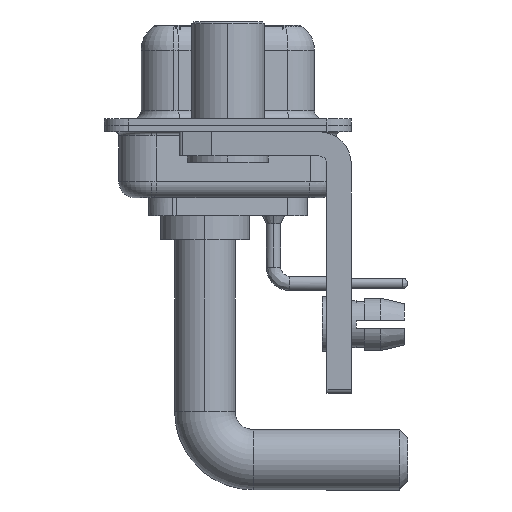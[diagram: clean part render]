
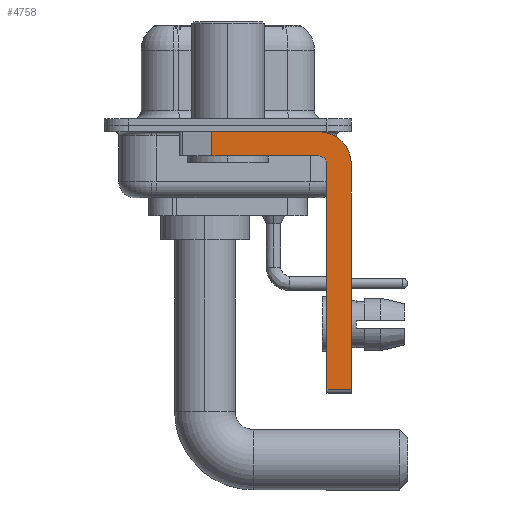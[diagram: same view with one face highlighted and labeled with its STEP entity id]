
A CAD part, left-side view. The second image highlights one B-rep face of the part: STEP entity #4758.
In plain terms, the highlighted planar face has unit normal (-1, 0, 0).
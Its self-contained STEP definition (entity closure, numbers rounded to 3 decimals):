
#291 = DIRECTION ( 'NONE',  ( 0., 0., -1. ) ) ;
#870 = ORIENTED_EDGE ( 'NONE', *, *, #7058, .T. ) ;
#876 = EDGE_CURVE ( 'NONE', #22699, #18043, #22845, .T. ) ;
#1178 = VECTOR ( 'NONE', #7198, 1000. ) ;
#1277 = CARTESIAN_POINT ( 'NONE',  ( -2.9, 3., -0.4 ) ) ;
#1337 = EDGE_CURVE ( 'NONE', #14820, #4543, #17274, .T. ) ;
#1622 = VECTOR ( 'NONE', #19725, 1000. ) ;
#3001 = ORIENTED_EDGE ( 'NONE', *, *, #1337, .F. ) ;
#3079 = LINE ( 'NONE', #22248, #24357 ) ;
#4445 = AXIS2_PLACEMENT_3D ( 'NONE', #19056, #7454, #291 ) ;
#4496 = LINE ( 'NONE', #13879, #6546 ) ;
#4543 = VERTEX_POINT ( 'NONE', #23015 ) ;
#4731 = VERTEX_POINT ( 'NONE', #18084 ) ;
#4758 = ADVANCED_FACE ( 'NONE', ( #14092 ), #6848, .F. ) ;
#5153 = LINE ( 'NONE', #1277, #16809 ) ;
#5784 = CARTESIAN_POINT ( 'NONE',  ( -2.9, -6.15, -16.6 ) ) ;
#5990 = VECTOR ( 'NONE', #22683, 1000. ) ;
#6300 = AXIS2_PLACEMENT_3D ( 'NONE', #20100, #19735, #10346 ) ;
#6546 = VECTOR ( 'NONE', #12126, 1000. ) ;
#6657 = CARTESIAN_POINT ( 'NONE',  ( -2.9, -5.65, -2.4 ) ) ;
#6848 = PLANE ( 'NONE',  #6300 ) ;
#7058 = EDGE_CURVE ( 'NONE', #21443, #7601, #18435, .T. ) ;
#7198 = DIRECTION ( 'NONE',  ( 0., 0., -1. ) ) ;
#7422 = CARTESIAN_POINT ( 'NONE',  ( -2.9, 0.978, -1.9 ) ) ;
#7454 = DIRECTION ( 'NONE',  ( 1., 0., 0. ) ) ;
#7601 = VERTEX_POINT ( 'NONE', #7422 ) ;
#8491 = EDGE_CURVE ( 'NONE', #4731, #7601, #3079, .T. ) ;
#8824 = CARTESIAN_POINT ( 'NONE',  ( -2.9, 0.978, -1.9 ) ) ;
#10346 = DIRECTION ( 'NONE',  ( 0., 0., -1. ) ) ;
#12092 = CARTESIAN_POINT ( 'NONE',  ( -2.9, -7.65, -2.4 ) ) ;
#12126 = DIRECTION ( 'NONE',  ( 0., -1., 0. ) ) ;
#12358 = DIRECTION ( 'NONE',  ( 0., 1., 0. ) ) ;
#12399 = DIRECTION ( 'NONE',  ( 0., 0., 1. ) ) ;
#12496 = CARTESIAN_POINT ( 'NONE',  ( -2.9, -5.65, -0.4 ) ) ;
#12544 = DIRECTION ( 'NONE',  ( 0., -1., 0. ) ) ;
#13879 = CARTESIAN_POINT ( 'NONE',  ( -2.9, -5.65, -16.35 ) ) ;
#14092 = FACE_OUTER_BOUND ( 'NONE', #23698, .T. ) ;
#14534 = AXIS2_PLACEMENT_3D ( 'NONE', #6657, #15892, #12399 ) ;
#14820 = VERTEX_POINT ( 'NONE', #20548 ) ;
#15155 = VERTEX_POINT ( 'NONE', #15496 ) ;
#15496 = CARTESIAN_POINT ( 'NONE',  ( -2.9, -7.65, -16.35 ) ) ;
#15836 = CARTESIAN_POINT ( 'NONE',  ( -2.9, 0.978, -0.4 ) ) ;
#15892 = DIRECTION ( 'NONE',  ( -1., 0., 0. ) ) ;
#16809 = VECTOR ( 'NONE', #12544, 1000. ) ;
#17274 = LINE ( 'NONE', #5784, #5990 ) ;
#17298 = EDGE_CURVE ( 'NONE', #18043, #15155, #21625, .T. ) ;
#17353 = CIRCLE ( 'NONE', #14534, 0.5 ) ;
#18043 = VERTEX_POINT ( 'NONE', #18252 ) ;
#18084 = CARTESIAN_POINT ( 'NONE',  ( -2.9, -5.65, -1.9 ) ) ;
#18252 = CARTESIAN_POINT ( 'NONE',  ( -2.9, -7.65, -2.4 ) ) ;
#18427 = ORIENTED_EDGE ( 'NONE', *, *, #876, .F. ) ;
#18435 = LINE ( 'NONE', #8824, #1178 ) ;
#19029 = EDGE_CURVE ( 'NONE', #21443, #22699, #5153, .T. ) ;
#19054 = ORIENTED_EDGE ( 'NONE', *, *, #19029, .F. ) ;
#19056 = CARTESIAN_POINT ( 'NONE',  ( -2.9, -5.65, -2.4 ) ) ;
#19070 = ORIENTED_EDGE ( 'NONE', *, *, #17298, .F. ) ;
#19725 = DIRECTION ( 'NONE',  ( 0., 0., -1. ) ) ;
#19735 = DIRECTION ( 'NONE',  ( 1., 0., 0. ) ) ;
#20100 = CARTESIAN_POINT ( 'NONE',  ( -2.9, -5.65, -2.4 ) ) ;
#20548 = CARTESIAN_POINT ( 'NONE',  ( -2.9, -6.15, -16.35 ) ) ;
#21010 = EDGE_CURVE ( 'NONE', #14820, #15155, #4496, .T. ) ;
#21314 = ORIENTED_EDGE ( 'NONE', *, *, #21010, .T. ) ;
#21443 = VERTEX_POINT ( 'NONE', #15836 ) ;
#21625 = LINE ( 'NONE', #12092, #1622 ) ;
#21912 = ORIENTED_EDGE ( 'NONE', *, *, #8491, .F. ) ;
#21934 = ORIENTED_EDGE ( 'NONE', *, *, #21979, .F. ) ;
#21979 = EDGE_CURVE ( 'NONE', #4543, #4731, #17353, .T. ) ;
#22248 = CARTESIAN_POINT ( 'NONE',  ( -2.9, -5.65, -1.9 ) ) ;
#22683 = DIRECTION ( 'NONE',  ( 0., 0., 1. ) ) ;
#22699 = VERTEX_POINT ( 'NONE', #12496 ) ;
#22845 = CIRCLE ( 'NONE', #4445, 2. ) ;
#23015 = CARTESIAN_POINT ( 'NONE',  ( -2.9, -6.15, -2.4 ) ) ;
#23698 = EDGE_LOOP ( 'NONE', ( #19054, #870, #21912, #21934, #3001, #21314, #19070, #18427 ) ) ;
#24357 = VECTOR ( 'NONE', #12358, 1000. ) ;
